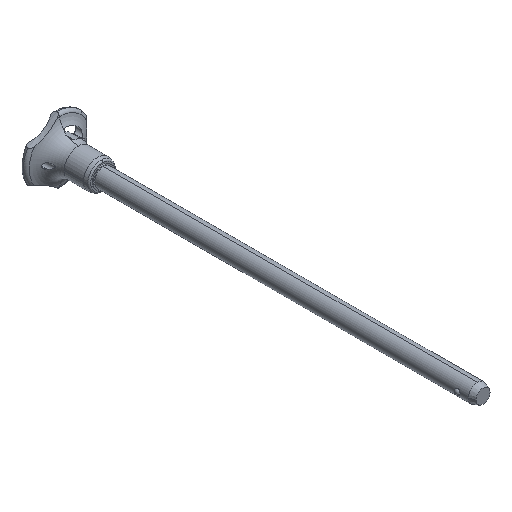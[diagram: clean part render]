
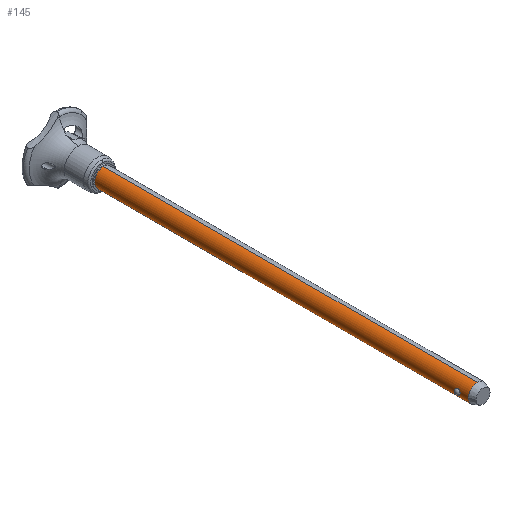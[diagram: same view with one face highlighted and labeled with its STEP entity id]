
A CAD part, isometric view. The second image highlights one B-rep face of the part: STEP entity #145.
In plain terms, the highlighted cylindrical face has radius 3.969 mm (diameter 7.938 mm), a partial arc.
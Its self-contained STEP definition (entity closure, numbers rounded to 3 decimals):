
#145=ADVANCED_FACE('',(#305,#306),#307,.T.);
#305=FACE_OUTER_BOUND('',#477,.T.);
#306=FACE_BOUND('',#478,.T.);
#307=CYLINDRICAL_SURFACE('',#479,3.969);
#477=EDGE_LOOP('',(#876,#877,#878,#879,#880));
#478=EDGE_LOOP('',(#881,#882));
#479=AXIS2_PLACEMENT_3D('',#883,#884,#885);
#876=ORIENTED_EDGE('',*,*,#1191,.F.);
#877=ORIENTED_EDGE('',*,*,#1171,.T.);
#878=ORIENTED_EDGE('',*,*,#1217,.T.);
#879=ORIENTED_EDGE('',*,*,#1193,.F.);
#880=ORIENTED_EDGE('',*,*,#1225,.F.);
#881=ORIENTED_EDGE('',*,*,#1196,.T.);
#882=ORIENTED_EDGE('',*,*,#1197,.T.);
#883=CARTESIAN_POINT('',(0.,-82.931,0.0));
#884=DIRECTION('',(0.,1.0,0.0));
#885=DIRECTION('',(0.0,0.0,-1.0));
#1171=EDGE_CURVE('',#1456,#1454,#1457,.T.);
#1191=EDGE_CURVE('',#1456,#1488,#1489,.T.);
#1193=EDGE_CURVE('',#1490,#1492,#1493,.T.);
#1196=EDGE_CURVE('',#1496,#1497,#1498,.T.);
#1197=EDGE_CURVE('',#1497,#1496,#1499,.T.);
#1217=EDGE_CURVE('',#1454,#1492,#1521,.T.);
#1225=EDGE_CURVE('',#1488,#1490,#1529,.T.);
#1454=VERTEX_POINT('',#2956);
#1456=VERTEX_POINT('',#2959);
#1457=CIRCLE('',#2960,3.969);
#1488=VERTEX_POINT('',#3064);
#1489=LINE('',#3065,#3066);
#1490=VERTEX_POINT('',#3067);
#1492=VERTEX_POINT('',#3069);
#1493=LINE('',#3070,#3071);
#1496=VERTEX_POINT('',#3074);
#1497=VERTEX_POINT('',#3075);
#1498=B_SPLINE_CURVE_WITH_KNOTS('',3,(#3076,#3077,#3078,#3079,#3080,#3081,#3082,#3083,#3084,#3085,#3086,#3087,#3088,#3089,#3090,#3091,#3092,#3093,#3094,#3095,#3096,#3097,#3098,#3099,#3100,#3101),.UNSPECIFIED.,.F.,.F.,(4,2,2,2,2,2,2,2,2,2,2,2,4),(0.0,0.401,0.802,0.988,1.174,1.485,1.795,2.106,2.416,2.603,2.789,3.19,3.59),.UNSPECIFIED.);
#1499=B_SPLINE_CURVE_WITH_KNOTS('',3,(#3102,#3103,#3104,#3105,#3106,#3107,#3108,#3109,#3110,#3111,#3112,#3113,#3114,#3115,#3116,#3117,#3118,#3119,#3120,#3121,#3122,#3123,#3124,#3125,#3126,#3127),.UNSPECIFIED.,.F.,.F.,(4,2,2,2,2,2,2,2,2,2,2,2,4),(3.59,3.991,4.392,4.578,4.764,5.075,5.386,5.696,6.007,6.193,6.379,6.78,7.181),.UNSPECIFIED.);
#1521=CIRCLE('',#3152,3.969);
#1529=CIRCLE('',#3162,3.969);
#2956=CARTESIAN_POINT('',(-3.969,-163.347,0.));
#2959=CARTESIAN_POINT('',(0.,-163.347,-3.969));
#2960=AXIS2_PLACEMENT_3D('',#3456,#3457,#3458);
#3064=CARTESIAN_POINT('',(0.,0.0,-3.969));
#3065=CARTESIAN_POINT('',(0.,-82.931,-3.969));
#3066=VECTOR('',#3482,1.0);
#3067=CARTESIAN_POINT('',(0.,0.,3.969));
#3069=CARTESIAN_POINT('',(0.,-163.347,3.969));
#3070=CARTESIAN_POINT('',(0.,-82.931,3.969));
#3071=VECTOR('',#3486,1.0);
#3074=CARTESIAN_POINT('',(-3.776,-158.644,1.222));
#3075=CARTESIAN_POINT('',(-3.776,-158.644,-1.222));
#3076=CARTESIAN_POINT('',(-3.776,-158.644,1.222));
#3077=CARTESIAN_POINT('',(-3.776,-158.777,1.222));
#3078=CARTESIAN_POINT('',(-3.784,-158.92,1.197));
#3079=CARTESIAN_POINT('',(-3.815,-159.184,1.095));
#3080=CARTESIAN_POINT('',(-3.837,-159.306,1.018));
#3081=CARTESIAN_POINT('',(-3.868,-159.449,0.889));
#3082=CARTESIAN_POINT('',(-3.879,-159.496,0.841));
#3083=CARTESIAN_POINT('',(-3.9,-159.579,0.736));
#3084=CARTESIAN_POINT('',(-3.911,-159.616,0.68));
#3085=CARTESIAN_POINT('',(-3.933,-159.697,0.536));
#3086=CARTESIAN_POINT('',(-3.947,-159.739,0.432));
#3087=CARTESIAN_POINT('',(-3.964,-159.795,0.216));
#3088=CARTESIAN_POINT('',(-3.969,-159.808,0.104));
#3089=CARTESIAN_POINT('',(-3.969,-159.808,-0.104));
#3090=CARTESIAN_POINT('',(-3.964,-159.795,-0.216));
#3091=CARTESIAN_POINT('',(-3.947,-159.739,-0.432));
#3092=CARTESIAN_POINT('',(-3.933,-159.697,-0.536));
#3093=CARTESIAN_POINT('',(-3.911,-159.616,-0.68));
#3094=CARTESIAN_POINT('',(-3.9,-159.579,-0.736));
#3095=CARTESIAN_POINT('',(-3.879,-159.496,-0.841));
#3096=CARTESIAN_POINT('',(-3.868,-159.449,-0.889));
#3097=CARTESIAN_POINT('',(-3.837,-159.306,-1.018));
#3098=CARTESIAN_POINT('',(-3.815,-159.184,-1.095));
#3099=CARTESIAN_POINT('',(-3.784,-158.92,-1.197));
#3100=CARTESIAN_POINT('',(-3.776,-158.777,-1.222));
#3101=CARTESIAN_POINT('',(-3.776,-158.644,-1.222));
#3102=CARTESIAN_POINT('',(-3.776,-158.644,-1.222));
#3103=CARTESIAN_POINT('',(-3.776,-158.51,-1.222));
#3104=CARTESIAN_POINT('',(-3.784,-158.368,-1.197));
#3105=CARTESIAN_POINT('',(-3.815,-158.104,-1.095));
#3106=CARTESIAN_POINT('',(-3.837,-157.982,-1.018));
#3107=CARTESIAN_POINT('',(-3.868,-157.838,-0.889));
#3108=CARTESIAN_POINT('',(-3.879,-157.792,-0.841));
#3109=CARTESIAN_POINT('',(-3.9,-157.708,-0.736));
#3110=CARTESIAN_POINT('',(-3.911,-157.671,-0.68));
#3111=CARTESIAN_POINT('',(-3.933,-157.591,-0.536));
#3112=CARTESIAN_POINT('',(-3.947,-157.548,-0.432));
#3113=CARTESIAN_POINT('',(-3.964,-157.493,-0.216));
#3114=CARTESIAN_POINT('',(-3.969,-157.48,-0.104));
#3115=CARTESIAN_POINT('',(-3.969,-157.48,0.104));
#3116=CARTESIAN_POINT('',(-3.964,-157.493,0.216));
#3117=CARTESIAN_POINT('',(-3.947,-157.548,0.432));
#3118=CARTESIAN_POINT('',(-3.933,-157.591,0.536));
#3119=CARTESIAN_POINT('',(-3.911,-157.671,0.68));
#3120=CARTESIAN_POINT('',(-3.9,-157.708,0.736));
#3121=CARTESIAN_POINT('',(-3.879,-157.792,0.841));
#3122=CARTESIAN_POINT('',(-3.868,-157.838,0.889));
#3123=CARTESIAN_POINT('',(-3.837,-157.982,1.018));
#3124=CARTESIAN_POINT('',(-3.815,-158.104,1.095));
#3125=CARTESIAN_POINT('',(-3.784,-158.368,1.197));
#3126=CARTESIAN_POINT('',(-3.776,-158.51,1.222));
#3127=CARTESIAN_POINT('',(-3.776,-158.644,1.222));
#3152=AXIS2_PLACEMENT_3D('',#3517,#3518,#3519);
#3162=AXIS2_PLACEMENT_3D('',#3528,#3529,#3530);
#3456=CARTESIAN_POINT('',(0.,-163.347,0.0));
#3457=DIRECTION('',(0.,1.0,0.));
#3458=DIRECTION('',(0.,0.,-1.0));
#3482=DIRECTION('',(0.,1.0,0.0));
#3486=DIRECTION('',(0.,-1.0,-0.0));
#3517=CARTESIAN_POINT('',(0.,-163.347,0.0));
#3518=DIRECTION('',(0.,1.0,0.));
#3519=DIRECTION('',(0.,0.,-1.0));
#3528=CARTESIAN_POINT('',(0.,0.0,0.0));
#3529=DIRECTION('',(0.,1.0,0.0));
#3530=DIRECTION('',(0.0,0.0,-1.0));
